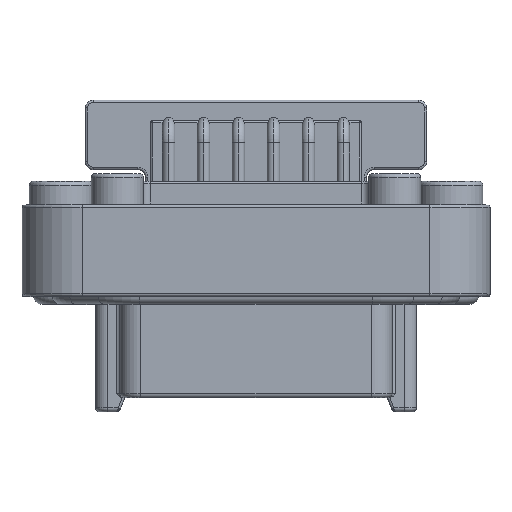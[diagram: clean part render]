
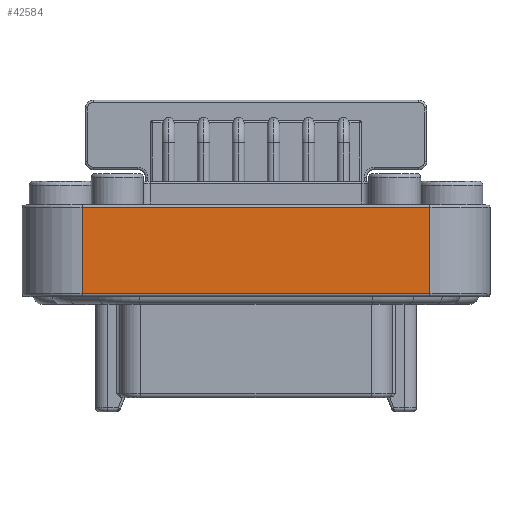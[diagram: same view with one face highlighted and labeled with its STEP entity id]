
A CAD part, top view. The second image highlights one B-rep face of the part: STEP entity #42584.
In plain terms, the highlighted planar face has unit normal (0, 0, 1).
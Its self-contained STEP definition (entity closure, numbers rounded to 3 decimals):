
#15794=DIRECTION('',(-1.,0.,0.));
#15795=VECTOR('',#15794,44.);
#15796=CARTESIAN_POINT('',(22.,19.59,17.625));
#15797=LINE('',#15796,#15795);
#15798=DIRECTION('',(0.,1.,0.));
#15799=VECTOR('',#15798,10.96);
#15800=CARTESIAN_POINT('',(-22.,19.59,17.625));
#15801=LINE('',#15800,#15799);
#15802=DIRECTION('',(1.,0.,0.));
#15803=VECTOR('',#15802,44.);
#15804=CARTESIAN_POINT('',(-22.,30.55,17.625));
#15805=LINE('',#15804,#15803);
#15821=DIRECTION('',(0.,1.,0.));
#15822=VECTOR('',#15821,10.96);
#15823=CARTESIAN_POINT('',(22.,19.59,17.625));
#15824=LINE('',#15823,#15822);
#17454=CARTESIAN_POINT('',(22.,19.59,17.625));
#17455=VERTEX_POINT('',#17454);
#17458=CARTESIAN_POINT('',(-22.,19.59,17.625));
#17459=VERTEX_POINT('',#17458);
#17464=CARTESIAN_POINT('',(22.,30.55,17.625));
#17466=VERTEX_POINT('',#17464);
#17470=CARTESIAN_POINT('',(-22.,30.55,17.625));
#17471=VERTEX_POINT('',#17470);
#42571=CARTESIAN_POINT('',(-22.,19.29,17.625));
#42572=DIRECTION('',(0.,0.,1.));
#42573=DIRECTION('',(1.,0.,0.));
#42574=AXIS2_PLACEMENT_3D('',#42571,#42572,#42573);
#42575=PLANE('',#42574);
#42577=ORIENTED_EDGE('',*,*,#42576,.T.);
#42578=ORIENTED_EDGE('',*,*,#42566,.T.);
#42579=ORIENTED_EDGE('',*,*,#31191,.T.);
#42581=ORIENTED_EDGE('',*,*,#42580,.F.);
#42582=EDGE_LOOP('',(#42577,#42578,#42579,#42581));
#42583=FACE_OUTER_BOUND('',#42582,.F.);
#42584=ADVANCED_FACE('',(#42583),#42575,.T.);
#31191=EDGE_CURVE('',#17471,#17466,#15805,.T.);
#42566=EDGE_CURVE('',#17459,#17471,#15801,.T.);
#42576=EDGE_CURVE('',#17455,#17459,#15797,.T.);
#42580=EDGE_CURVE('',#17455,#17466,#15824,.T.);
